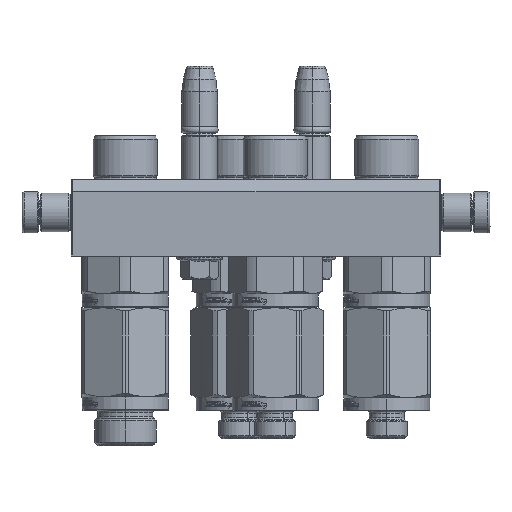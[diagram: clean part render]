
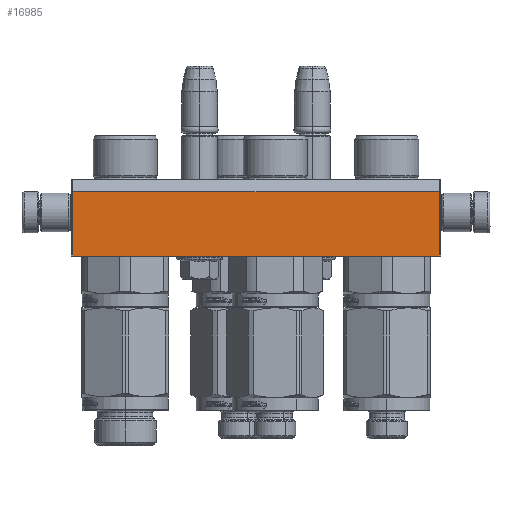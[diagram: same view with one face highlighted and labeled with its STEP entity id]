
A CAD part, left-side view. The second image highlights one B-rep face of the part: STEP entity #16985.
In plain terms, the highlighted face is planar.
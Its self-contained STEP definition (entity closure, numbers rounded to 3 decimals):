
#3287 = VECTOR ( 'NONE', #35114, 1000. ) ;
#9361 = EDGE_CURVE ( 'NONE', #72554, #56815, #38322, .T. ) ;
#10458 = LINE ( 'NONE', #34402, #3287 ) ;
#12092 = DIRECTION ( 'NONE',  ( 0., 1., 0. ) ) ;
#13842 = FACE_OUTER_BOUND ( 'NONE', #58274, .T. ) ;
#14879 = VERTEX_POINT ( 'NONE', #55936 ) ;
#16985 = ADVANCED_FACE ( 'NONE', ( #13842 ), #72362, .T. ) ;
#17332 = EDGE_CURVE ( 'NONE', #14879, #69005, #58220, .T. ) ;
#19658 = EDGE_CURVE ( 'NONE', #72554, #14879, #10458, .T. ) ;
#30014 = CARTESIAN_POINT ( 'NONE',  ( 143.5, 5., -90. ) ) ;
#30505 = ORIENTED_EDGE ( 'NONE', *, *, #19658, .F. ) ;
#31529 = CARTESIAN_POINT ( 'NONE',  ( 143.5, 30., -90. ) ) ;
#32309 = DIRECTION ( 'NONE',  ( 0., 0., -1. ) ) ;
#32787 = CARTESIAN_POINT ( 'NONE',  ( 143.5, 5., -90. ) ) ;
#34402 = CARTESIAN_POINT ( 'NONE',  ( 143.5, 5., -90. ) ) ;
#35114 = DIRECTION ( 'NONE',  ( 0., 1., 0. ) ) ;
#36138 = CARTESIAN_POINT ( 'NONE',  ( 0.5, 5., -90. ) ) ;
#37783 = VECTOR ( 'NONE', #42868, 1000. ) ;
#38322 = LINE ( 'NONE', #30014, #66802 ) ;
#40279 = VECTOR ( 'NONE', #12092, 1000. ) ;
#41850 = DIRECTION ( 'NONE',  ( -1., 0., 0. ) ) ;
#42868 = DIRECTION ( 'NONE',  ( -1., 0., 0. ) ) ;
#45838 = ORIENTED_EDGE ( 'NONE', *, *, #9361, .T. ) ;
#48873 = CARTESIAN_POINT ( 'NONE',  ( 144., 0., -90. ) ) ;
#51761 = ORIENTED_EDGE ( 'NONE', *, *, #17332, .F. ) ;
#52317 = CARTESIAN_POINT ( 'NONE',  ( 0.5, 5., -90. ) ) ;
#55936 = CARTESIAN_POINT ( 'NONE',  ( 143.5, 30., -90. ) ) ;
#56750 = ORIENTED_EDGE ( 'NONE', *, *, #72833, .T. ) ;
#56815 = VERTEX_POINT ( 'NONE', #36138 ) ;
#57539 = CARTESIAN_POINT ( 'NONE',  ( 0.5, 30., -90. ) ) ;
#58220 = LINE ( 'NONE', #31529, #37783 ) ;
#58274 = EDGE_LOOP ( 'NONE', ( #51761, #30505, #45838, #56750 ) ) ;
#60374 = DIRECTION ( 'NONE',  ( -1., 0., 0. ) ) ;
#61652 = LINE ( 'NONE', #52317, #40279 ) ;
#62964 = AXIS2_PLACEMENT_3D ( 'NONE', #48873, #32309, #60374 ) ;
#66802 = VECTOR ( 'NONE', #41850, 1000. ) ;
#69005 = VERTEX_POINT ( 'NONE', #57539 ) ;
#72362 = PLANE ( 'NONE',  #62964 ) ;
#72554 = VERTEX_POINT ( 'NONE', #32787 ) ;
#72833 = EDGE_CURVE ( 'NONE', #56815, #69005, #61652, .T. ) ;
